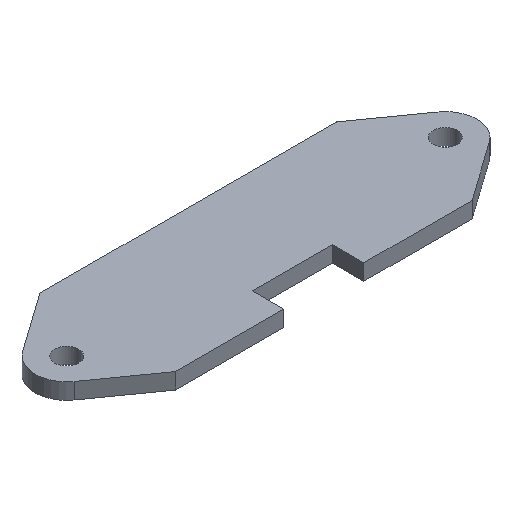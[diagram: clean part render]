
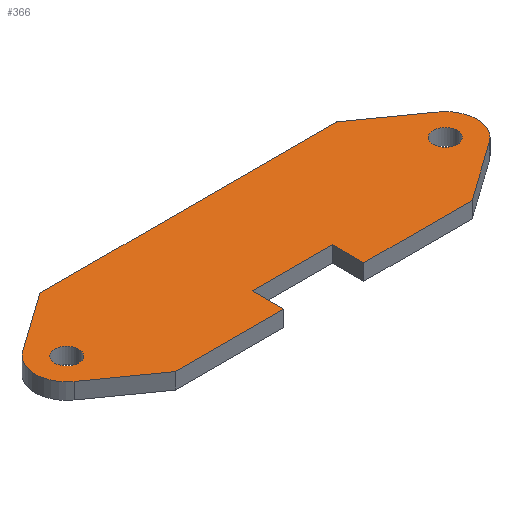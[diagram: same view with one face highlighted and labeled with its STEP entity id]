
A CAD part, isometric view. The second image highlights one B-rep face of the part: STEP entity #366.
In plain terms, the highlighted planar face has unit normal (0, 0, 1).
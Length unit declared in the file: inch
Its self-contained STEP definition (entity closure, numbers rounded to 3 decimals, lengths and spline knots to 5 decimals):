
#48=LINE('',#533,#89);
#52=LINE('',#545,#93);
#55=LINE('',#551,#96);
#58=LINE('',#557,#99);
#62=LINE('',#569,#103);
#65=LINE('',#575,#106);
#68=LINE('',#581,#109);
#71=LINE('',#587,#112);
#74=LINE('',#593,#115);
#77=LINE('',#597,#118);
#89=VECTOR('',#426,0.3937);
#93=VECTOR('',#438,0.3937);
#96=VECTOR('',#443,0.3937);
#99=VECTOR('',#448,0.3937);
#103=VECTOR('',#460,0.3937);
#106=VECTOR('',#465,0.3937);
#109=VECTOR('',#470,0.3937);
#112=VECTOR('',#475,0.3937);
#115=VECTOR('',#480,0.3937);
#118=VECTOR('',#485,0.3937);
#138=PLANE('',#398);
#142=FACE_BOUND('',#179,.T.);
#143=FACE_BOUND('',#180,.T.);
#160=FACE_OUTER_BOUND('',#178,.T.);
#178=EDGE_LOOP('',(#320,#321,#322,#323,#324,#325,#326,#327,#328,#329,#330,
#331));
#179=EDGE_LOOP('',(#332));
#180=EDGE_LOOP('',(#333));
#184=CIRCLE('',#377,0.075);
#186=CIRCLE('',#380,0.075);
#189=CIRCLE('',#385,0.19685);
#191=CIRCLE('',#391,0.19685);
#200=VERTEX_POINT('',#517);
#202=VERTEX_POINT('',#522);
#206=VERTEX_POINT('',#530);
#207=VERTEX_POINT('',#532);
#209=VERTEX_POINT('',#538);
#211=VERTEX_POINT('',#544);
#213=VERTEX_POINT('',#550);
#215=VERTEX_POINT('',#556);
#217=VERTEX_POINT('',#562);
#219=VERTEX_POINT('',#568);
#221=VERTEX_POINT('',#574);
#223=VERTEX_POINT('',#580);
#225=VERTEX_POINT('',#586);
#227=VERTEX_POINT('',#592);
#228=EDGE_CURVE('',#200,#200,#184,.T.);
#230=EDGE_CURVE('',#202,#202,#186,.T.);
#234=EDGE_CURVE('',#207,#206,#48,.T.);
#237=EDGE_CURVE('',#209,#207,#189,.T.);
#240=EDGE_CURVE('',#211,#209,#52,.T.);
#243=EDGE_CURVE('',#213,#211,#55,.T.);
#246=EDGE_CURVE('',#215,#213,#58,.T.);
#249=EDGE_CURVE('',#217,#215,#191,.T.);
#252=EDGE_CURVE('',#219,#217,#62,.T.);
#255=EDGE_CURVE('',#221,#219,#65,.T.);
#258=EDGE_CURVE('',#223,#221,#68,.T.);
#261=EDGE_CURVE('',#225,#223,#71,.T.);
#264=EDGE_CURVE('',#227,#225,#74,.T.);
#267=EDGE_CURVE('',#206,#227,#77,.T.);
#320=ORIENTED_EDGE('',*,*,#267,.T.);
#321=ORIENTED_EDGE('',*,*,#264,.T.);
#322=ORIENTED_EDGE('',*,*,#261,.T.);
#323=ORIENTED_EDGE('',*,*,#258,.T.);
#324=ORIENTED_EDGE('',*,*,#255,.T.);
#325=ORIENTED_EDGE('',*,*,#252,.T.);
#326=ORIENTED_EDGE('',*,*,#249,.T.);
#327=ORIENTED_EDGE('',*,*,#246,.T.);
#328=ORIENTED_EDGE('',*,*,#243,.T.);
#329=ORIENTED_EDGE('',*,*,#240,.T.);
#330=ORIENTED_EDGE('',*,*,#237,.T.);
#331=ORIENTED_EDGE('',*,*,#234,.T.);
#332=ORIENTED_EDGE('',*,*,#228,.T.);
#333=ORIENTED_EDGE('',*,*,#230,.T.);
#366=ADVANCED_FACE('',(#160,#142,#143),#138,.T.);
#377=AXIS2_PLACEMENT_3D('',#518,#412,#413);
#380=AXIS2_PLACEMENT_3D('',#523,#418,#419);
#385=AXIS2_PLACEMENT_3D('',#539,#432,#433);
#391=AXIS2_PLACEMENT_3D('',#563,#454,#455);
#398=AXIS2_PLACEMENT_3D('',#598,#486,#487);
#412=DIRECTION('center_axis',(0.,0.,-1.));
#413=DIRECTION('ref_axis',(-1.,0.,0.));
#418=DIRECTION('center_axis',(0.,0.,-1.));
#419=DIRECTION('ref_axis',(-1.,0.,0.));
#426=DIRECTION('',(0.815,-0.579,0.));
#432=DIRECTION('center_axis',(0.,0.,1.));
#433=DIRECTION('ref_axis',(-0.579,0.815,0.));
#438=DIRECTION('',(-0.815,-0.579,0.));
#443=DIRECTION('',(-1.,0.,0.));
#448=DIRECTION('',(-0.815,0.579,0.));
#454=DIRECTION('center_axis',(0.,0.,1.));
#455=DIRECTION('ref_axis',(0.579,-0.815,0.));
#460=DIRECTION('',(0.815,0.579,0.));
#465=DIRECTION('',(1.,0.,0.));
#470=DIRECTION('',(0.,-1.,0.));
#475=DIRECTION('',(1.,0.,0.));
#480=DIRECTION('',(0.,1.,0.));
#485=DIRECTION('',(1.,0.,0.));
#486=DIRECTION('center_axis',(0.,0.,1.));
#487=DIRECTION('ref_axis',(1.,0.,0.));
#517=CARTESIAN_POINT('',(1.7561,-1.56988,0.1));
#518=CARTESIAN_POINT('Origin',(1.6811,-1.56988,0.1));
#522=CARTESIAN_POINT('',(-0.6061,-1.56988,0.1));
#523=CARTESIAN_POINT('Origin',(-0.6811,-1.56988,0.1));
#530=CARTESIAN_POINT('',(-0.4252,-1.99311,0.1));
#532=CARTESIAN_POINT('',(-0.7951,-1.73037,0.1));
#533=CARTESIAN_POINT('',(-0.7951,-1.73037,0.1));
#538=CARTESIAN_POINT('',(-0.7951,-1.4094,0.1));
#539=CARTESIAN_POINT('Origin',(-0.6811,-1.56988,0.1));
#544=CARTESIAN_POINT('',(-0.4252,-1.14665,0.1));
#545=CARTESIAN_POINT('',(-0.4252,-1.14665,0.1));
#550=CARTESIAN_POINT('',(1.4252,-1.14665,0.1));
#551=CARTESIAN_POINT('',(1.4252,-1.14665,0.1));
#556=CARTESIAN_POINT('',(1.7951,-1.4094,0.1));
#557=CARTESIAN_POINT('',(1.7951,-1.4094,0.1));
#562=CARTESIAN_POINT('',(1.7951,-1.73037,0.1));
#563=CARTESIAN_POINT('Origin',(1.6811,-1.56988,0.1));
#568=CARTESIAN_POINT('',(1.4252,-1.99311,0.1));
#569=CARTESIAN_POINT('',(1.4252,-1.99311,0.1));
#574=CARTESIAN_POINT('',(0.75,-1.99311,0.1));
#575=CARTESIAN_POINT('',(0.75,-1.99311,0.1));
#580=CARTESIAN_POINT('',(0.75,-1.79626,0.1));
#581=CARTESIAN_POINT('',(0.75,-1.79626,0.1));
#586=CARTESIAN_POINT('',(0.25,-1.79626,0.1));
#587=CARTESIAN_POINT('',(0.25,-1.79626,0.1));
#592=CARTESIAN_POINT('',(0.25,-1.99311,0.1));
#593=CARTESIAN_POINT('',(0.25,-1.99311,0.1));
#597=CARTESIAN_POINT('',(-0.4252,-1.99311,0.1));
#598=CARTESIAN_POINT('Origin',(0.5,-1.57443,0.1));
